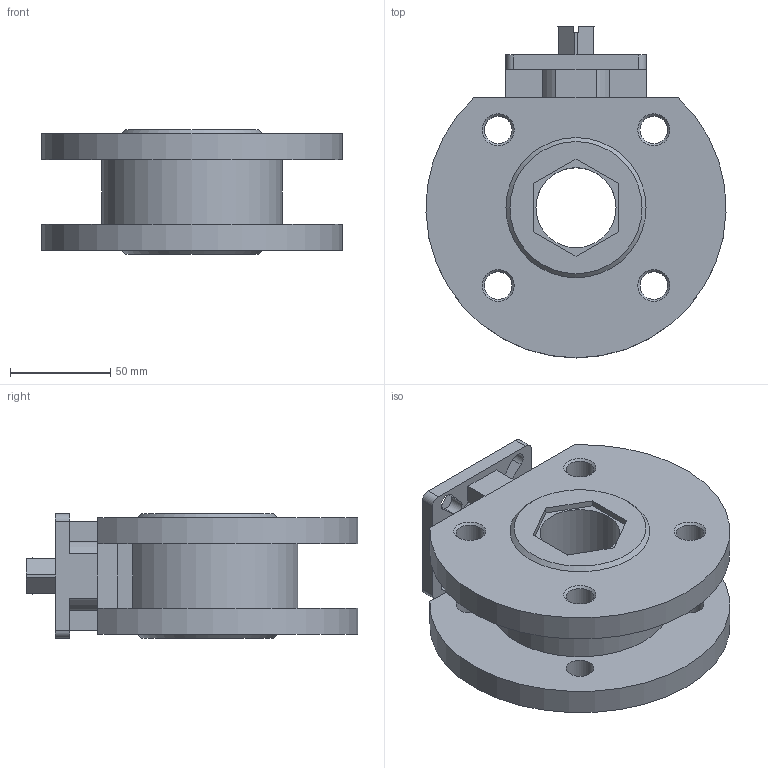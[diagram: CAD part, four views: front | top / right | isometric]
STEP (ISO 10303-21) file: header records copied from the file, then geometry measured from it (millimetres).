
FILE_DESCRIPTION(/* description */ ('STEP AP214'),/* implementation_level */ '2;1');
FILE_NAME(/* name */ '1692204_VZBC-40-FF-40-22-F0507-V4V4T',/* time_stamp */ '2024-09-18T00:48:58+02:00',/* author */ ('License CC BY-ND 4.0'),/* organization */ ('CADENAS'),/* preprocessor_version */ 'ST-DEVELOPER v19.3',/* originating_system */ 'PARTsolutions',/* authorisation */ ' ');
FILE_SCHEMA (('AUTOMOTIVE_DESIGN {1 0 10303 214 3 1 1}'));
Length unit declared in the file: millimetre
Products named in the file (1): 1692204 VZBC-40-FF-40-22-F0507-V4V4T
Bounding box: 149.92 x 165.8 x 62 mm (x, y, z)
Volume: 625450.8 mm3; surface area: 95747.1 mm2
Topology: 1 solids, 1 shells, 93 faces, 262 edges, 171 vertices
Faces by surface type: plane 53, cylinder 30, cone 10
Full cylindrical faces by diameter (mm): 13.835 x8, 38 x1, 40 x2
Entity records: 2982 total; most frequent: DIRECTION 506, CARTESIAN_POINT 502, ORIENTED_EDGE 478, EDGE_CURVE 239, AXIS2_PLACEMENT_3D 173, VERTEX_POINT 169, LINE 160, VECTOR 160
